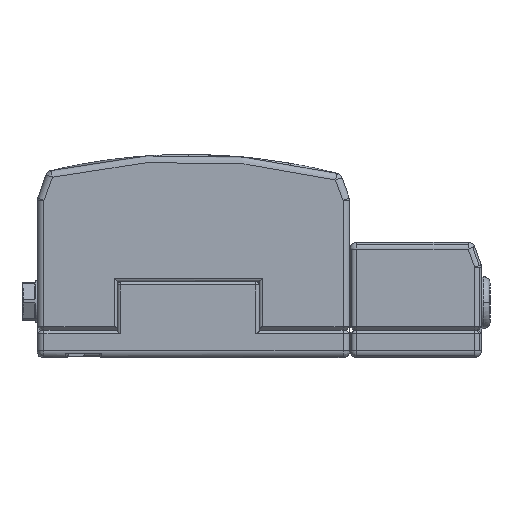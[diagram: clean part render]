
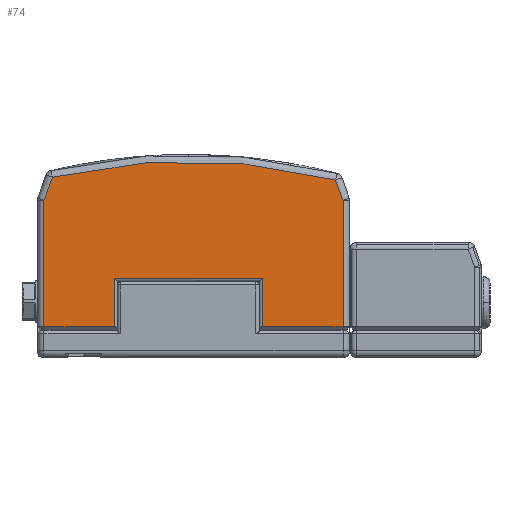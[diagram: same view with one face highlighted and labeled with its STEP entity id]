
A CAD part, left-side view. The second image highlights one B-rep face of the part: STEP entity #74.
In plain terms, the highlighted planar face has unit normal (-1, 0, 0).
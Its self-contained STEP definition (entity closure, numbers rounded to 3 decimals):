
#74 = ADVANCED_FACE ( 'NONE', ( #136596 ), #72198, .F. ) ;
#1748 = LINE ( 'NONE', #67127, #85295 ) ;
#5352 = VERTEX_POINT ( 'NONE', #54953 ) ;
#5702 = EDGE_CURVE ( 'NONE', #5352, #169725, #129584, .T. ) ;
#8654 = CARTESIAN_POINT ( 'NONE',  ( -805.941, 188.425, -31.75 ) ) ;
#11795 = EDGE_CURVE ( 'NONE', #169725, #106523, #155093, .T. ) ;
#13665 = LINE ( 'NONE', #66188, #78872 ) ;
#16956 = ORIENTED_EDGE ( 'NONE', *, *, #28587, .F. ) ;
#20327 = DIRECTION ( 'NONE',  ( 0., 1., 0. ) ) ;
#20399 = LINE ( 'NONE', #38627, #21713 ) ;
#21713 = VECTOR ( 'NONE', #90899, 1000. ) ;
#21855 = CARTESIAN_POINT ( 'NONE',  ( -805.941, 102.127, 141.96 ) ) ;
#24681 = CARTESIAN_POINT ( 'NONE',  ( -805.941, 437.37, 145.255 ) ) ;
#24701 = CARTESIAN_POINT ( 'NONE',  ( -805.941, 188.55, -31.75 ) ) ;
#28587 = EDGE_CURVE ( 'NONE', #138126, #47114, #196914, .T. ) ;
#30141 = DIRECTION ( 'NONE',  ( 0., 1., 0. ) ) ;
#34294 = CARTESIAN_POINT ( 'NONE',  ( -805.941, 276.348, -31.75 ) ) ;
#35354 = LINE ( 'NONE', #34294, #140720 ) ;
#36571 = ORIENTED_EDGE ( 'NONE', *, *, #132564, .F. ) ;
#38627 = CARTESIAN_POINT ( 'NONE',  ( -805.941, 102.127, 141.96 ) ) ;
#38645 = CARTESIAN_POINT ( 'NONE',  ( -805.941, 326.483, 171.786 ) ) ;
#38852 = EDGE_CURVE ( 'NONE', #47186, #121269, #13665, .T. ) ;
#39630 = LINE ( 'NONE', #57785, #97271 ) ;
#47114 = VERTEX_POINT ( 'NONE', #153676 ) ;
#47186 = VERTEX_POINT ( 'NONE', #146032 ) ;
#47409 = EDGE_CURVE ( 'NONE', #170753, #138126, #20399, .T. ) ;
#54953 = CARTESIAN_POINT ( 'NONE',  ( -805.941, 188.174, -31.75 ) ) ;
#56356 = EDGE_CURVE ( 'NONE', #174067, #182966, #39630, .T. ) ;
#57785 = CARTESIAN_POINT ( 'NONE',  ( -805.941, 364.338, 60.445 ) ) ;
#66188 = CARTESIAN_POINT ( 'NONE',  ( -805.941, 447.348, 60.445 ) ) ;
#67127 = CARTESIAN_POINT ( 'NONE',  ( -805.941, 276.348, -31.75 ) ) ;
#69694 = DIRECTION ( 'NONE',  ( 0., 0., -1. ) ) ;
#72198 = PLANE ( 'NONE',  #209018 ) ;
#76830 = VECTOR ( 'NONE', #176570, 1000. ) ;
#77642 = DIRECTION ( 'NONE',  ( 0., -0.342, 0.94 ) ) ;
#78872 = VECTOR ( 'NONE', #196061, 1000. ) ;
#85295 = VECTOR ( 'NONE', #198048, 1000. ) ;
#90899 = DIRECTION ( 'NONE',  ( 0., -0.342, -0.94 ) ) ;
#94857 = CARTESIAN_POINT ( 'NONE',  ( -805.941, 364.338, -31.75 ) ) ;
#96680 = LINE ( 'NONE', #196463, #122408 ) ;
#96911 = LINE ( 'NONE', #129112, #140132 ) ;
#97271 = VECTOR ( 'NONE', #69694, 1000. ) ;
#98354 =( BOUNDED_CURVE ( )  B_SPLINE_CURVE ( 3, ( #24681, #38645, #199645, #104117 ),
 .UNSPECIFIED., .F., .F. ) 
 B_SPLINE_CURVE_WITH_KNOTS ( ( 4, 4 ),
 ( 0., 1. ),
 .UNSPECIFIED. ) 
 CURVE ( )  GEOMETRIC_REPRESENTATION_ITEM ( )  RATIONAL_B_SPLINE_CURVE ( ( 1., 0.98, 0.98, 1. ) ) 
 REPRESENTATION_ITEM ( '' )  );
#103609 = CARTESIAN_POINT ( 'NONE',  ( -805.941, 188.55, 60.445 ) ) ;
#104117 = CARTESIAN_POINT ( 'NONE',  ( -805.941, 102.127, 141.96 ) ) ;
#106523 = VERTEX_POINT ( 'NONE', #149301 ) ;
#112553 = ORIENTED_EDGE ( 'NONE', *, *, #11795, .F. ) ;
#115651 = ORIENTED_EDGE ( 'NONE', *, *, #47409, .F. ) ;
#119664 = DIRECTION ( 'NONE',  ( 0., 0., 1. ) ) ;
#120248 = EDGE_CURVE ( 'NONE', #106523, #174067, #96680, .T. ) ;
#121269 = VERTEX_POINT ( 'NONE', #131523 ) ;
#122408 = VECTOR ( 'NONE', #30141, 1000. ) ;
#128931 = EDGE_CURVE ( 'NONE', #47114, #5352, #1748, .T. ) ;
#129112 = CARTESIAN_POINT ( 'NONE',  ( -805.941, 447.348, 117.839 ) ) ;
#129584 = B_SPLINE_CURVE_WITH_KNOTS ( 'NONE', 3,
 ( #174842, #208105, #8654, #24701 ),
 .UNSPECIFIED., .F., .F.,
 ( 4, 4 ),
 ( -1., 0. ),
 .UNSPECIFIED. ) ;
#131523 = CARTESIAN_POINT ( 'NONE',  ( -805.941, 447.348, 117.839 ) ) ;
#132564 = EDGE_CURVE ( 'NONE', #121269, #156645, #96911, .T. ) ;
#136544 = VECTOR ( 'NONE', #119664, 1000. ) ;
#136596 = FACE_OUTER_BOUND ( 'NONE', #158914, .T. ) ;
#138126 = VERTEX_POINT ( 'NONE', #179511 ) ;
#140132 = VECTOR ( 'NONE', #77642, 1000. ) ;
#140720 = VECTOR ( 'NONE', #20327, 1000. ) ;
#146032 = CARTESIAN_POINT ( 'NONE',  ( -805.941, 447.348, -31.75 ) ) ;
#149301 = CARTESIAN_POINT ( 'NONE',  ( -805.941, 188.55, 25.74 ) ) ;
#153676 = CARTESIAN_POINT ( 'NONE',  ( -805.941, 93.348, -31.75 ) ) ;
#155093 = LINE ( 'NONE', #103609, #136544 ) ;
#155888 = DIRECTION ( 'NONE',  ( 0., 0., -1. ) ) ;
#156585 = CARTESIAN_POINT ( 'NONE',  ( -805.941, 188.55, -31.75 ) ) ;
#156645 = VERTEX_POINT ( 'NONE', #161707 ) ;
#158914 = EDGE_LOOP ( 'NONE', ( #115651, #204721, #36571, #183762, #183444, #173005, #208209, #112553, #208334, #185794, #16956 ) ) ;
#160910 = CARTESIAN_POINT ( 'NONE',  ( -805.941, 364.338, 25.74 ) ) ;
#161707 = CARTESIAN_POINT ( 'NONE',  ( -805.941, 437.37, 145.255 ) ) ;
#169725 = VERTEX_POINT ( 'NONE', #156585 ) ;
#170753 = VERTEX_POINT ( 'NONE', #21855 ) ;
#173005 = ORIENTED_EDGE ( 'NONE', *, *, #56356, .F. ) ;
#174067 = VERTEX_POINT ( 'NONE', #160910 ) ;
#174842 = CARTESIAN_POINT ( 'NONE',  ( -805.941, 188.174, -31.75 ) ) ;
#175510 = CARTESIAN_POINT ( 'NONE',  ( -805.941, 93.348, 60.445 ) ) ;
#175587 = EDGE_CURVE ( 'NONE', #182966, #47186, #35354, .T. ) ;
#176570 = DIRECTION ( 'NONE',  ( 0., 0., -1. ) ) ;
#179511 = CARTESIAN_POINT ( 'NONE',  ( -805.941, 93.348, 117.839 ) ) ;
#180065 = EDGE_CURVE ( 'NONE', #156645, #170753, #98354, .T. ) ;
#182966 = VERTEX_POINT ( 'NONE', #94857 ) ;
#183444 = ORIENTED_EDGE ( 'NONE', *, *, #175587, .F. ) ;
#183762 = ORIENTED_EDGE ( 'NONE', *, *, #38852, .F. ) ;
#185794 = ORIENTED_EDGE ( 'NONE', *, *, #128931, .F. ) ;
#187036 = DIRECTION ( 'NONE',  ( 1., 0., 0. ) ) ;
#196061 = DIRECTION ( 'NONE',  ( 0., 0., 1. ) ) ;
#196463 = CARTESIAN_POINT ( 'NONE',  ( -805.941, 276.348, 25.74 ) ) ;
#196914 = LINE ( 'NONE', #175510, #76830 ) ;
#198048 = DIRECTION ( 'NONE',  ( 0., 1., 0. ) ) ;
#199645 = CARTESIAN_POINT ( 'NONE',  ( -805.941, 212.471, 170.665 ) ) ;
#202058 = CARTESIAN_POINT ( 'NONE',  ( -805.941, 276.348, 60.445 ) ) ;
#204721 = ORIENTED_EDGE ( 'NONE', *, *, #180065, .F. ) ;
#208105 = CARTESIAN_POINT ( 'NONE',  ( -805.941, 188.299, -31.75 ) ) ;
#208209 = ORIENTED_EDGE ( 'NONE', *, *, #120248, .F. ) ;
#208334 = ORIENTED_EDGE ( 'NONE', *, *, #5702, .F. ) ;
#209018 = AXIS2_PLACEMENT_3D ( 'NONE', #202058, #187036, #155888 ) ;
